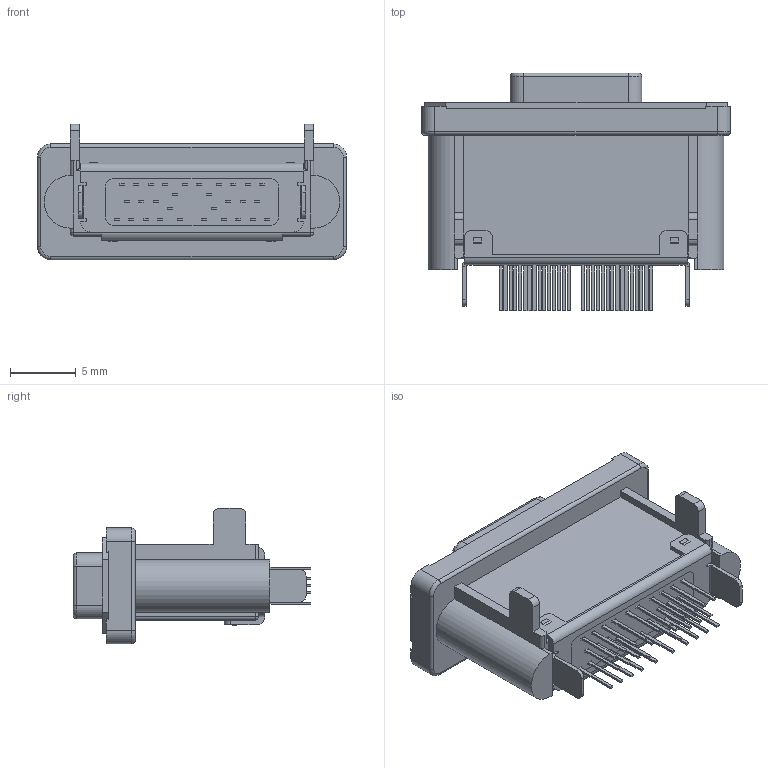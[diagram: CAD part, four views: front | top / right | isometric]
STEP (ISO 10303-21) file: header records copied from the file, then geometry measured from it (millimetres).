
FILE_DESCRIPTION (( 'STEP AP214' ), '1' );
FILE_NAME ('MUSBR-M5C1-M0.STEP', '2022-03-18T11:43:52', ( '' ), ( '' ), 'SwSTEP 2.0', 'SolidWorks 2017', '' );
FILE_SCHEMA (( 'AUTOMOTIVE_DESIGN' ));
Length unit declared in the file: millimetre
Products named in the file (1): MUSBR-M5C1-M0
Bounding box: 23.5 x 18.05 x 10.3 mm (x, y, z)
Volume: 1561 mm3; surface area: 2180.9 mm2
Topology: 64 solids, 64 shells, 965 faces, 2370 edges, 1540 vertices
Faces by surface type: plane 721, cylinder 200, bspline 26, torus 10, cone 6, sphere 2
Entity records: 34687 total; most frequent: CARTESIAN_POINT 11514, ORIENTED_EDGE 4736, DIRECTION 4350, EDGE_CURVE 2368, LINE 1874, VECTOR 1874, VERTEX_POINT 1540, AXIS2_PLACEMENT_3D 1238
